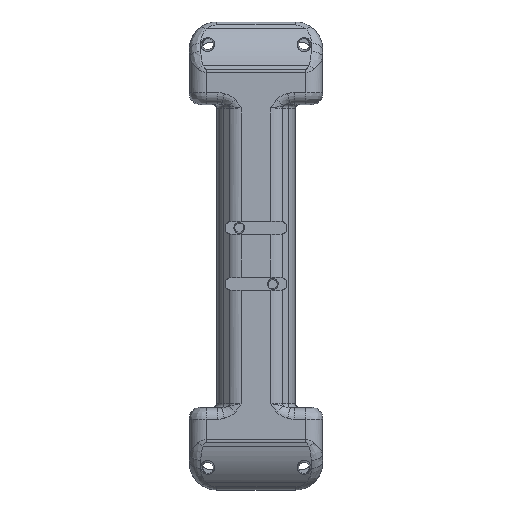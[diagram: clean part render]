
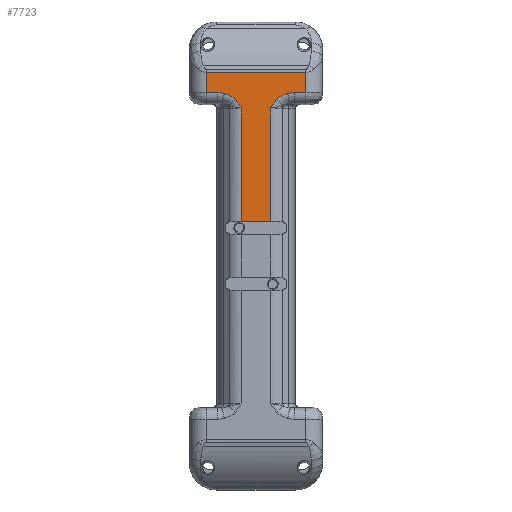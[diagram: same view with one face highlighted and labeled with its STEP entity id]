
A CAD part, top view. The second image highlights one B-rep face of the part: STEP entity #7723.
In plain terms, the highlighted planar face has unit normal (0, 0, 1).
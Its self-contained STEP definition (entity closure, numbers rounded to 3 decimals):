
#1145=AXIS2_PLACEMENT_3D('Plane Axis2P3D',#1142,#1143,#1144) ;
#957=CARTESIAN_POINT('Vertex',(1.329,3.092,6.3)) ;
#960=CARTESIAN_POINT('Line Origine',(0.,3.092,6.3)) ;
#964=CARTESIAN_POINT('Vertex',(-1.329,3.092,6.3)) ;
#1142=CARTESIAN_POINT('Axis2P3D Location',(-1.329,3.,6.3)) ;
#3963=CARTESIAN_POINT('Line Origine',(1.329,0.,6.3)) ;
#3967=CARTESIAN_POINT('Vertex',(1.329,13.194,6.3)) ;
#4270=CARTESIAN_POINT('Line Origine',(-1.329,0.,6.3)) ;
#4274=CARTESIAN_POINT('Vertex',(-1.329,13.194,6.3)) ;
#5817=CARTESIAN_POINT('Vertex',(4.423,16.387,6.3)) ;
#5856=CARTESIAN_POINT('Vertex',(-4.423,16.387,6.3)) ;
#5859=CARTESIAN_POINT('Line Origine',(0.,16.387,6.3)) ;
#7121=CARTESIAN_POINT('Line Origine',(-4.423,11.938,6.3)) ;
#7125=CARTESIAN_POINT('Vertex',(-4.423,14.558,6.3)) ;
#7230=CARTESIAN_POINT('Vertex',(-3.424,14.558,6.3)) ;
#7233=CARTESIAN_POINT('Line Origine',(-0.237,14.558,6.3)) ;
#7288=CARTESIAN_POINT('Vertex',(-2.816,14.477,6.3)) ;
#7292=CARTESIAN_POINT('Control Point',(-3.424,14.558,6.3)) ;
#7293=CARTESIAN_POINT('Control Point',(-3.312,14.558,6.3)) ;
#7294=CARTESIAN_POINT('Control Point',(-3.203,14.55,6.3)) ;
#7295=CARTESIAN_POINT('Control Point',(-3.099,14.537,6.3)) ;
#7296=CARTESIAN_POINT('Control Point',(-2.981,14.515,6.3)) ;
#7297=CARTESIAN_POINT('Control Point',(-2.869,14.49,6.3)) ;
#7298=CARTESIAN_POINT('Control Point',(-2.851,14.485,6.3)) ;
#7299=CARTESIAN_POINT('Control Point',(-2.833,14.481,6.3)) ;
#7300=CARTESIAN_POINT('Control Point',(-2.816,14.477,6.3)) ;
#7352=CARTESIAN_POINT('Vertex',(-1.848,13.935,6.3)) ;
#7356=CARTESIAN_POINT('Control Point',(-2.816,14.477,6.3)) ;
#7357=CARTESIAN_POINT('Control Point',(-2.677,14.441,6.3)) ;
#7358=CARTESIAN_POINT('Control Point',(-2.539,14.396,6.3)) ;
#7359=CARTESIAN_POINT('Control Point',(-2.404,14.339,6.3)) ;
#7360=CARTESIAN_POINT('Control Point',(-2.205,14.235,6.3)) ;
#7361=CARTESIAN_POINT('Control Point',(-2.021,14.099,6.3)) ;
#7362=CARTESIAN_POINT('Control Point',(-1.961,14.049,6.3)) ;
#7363=CARTESIAN_POINT('Control Point',(-1.903,13.994,6.3)) ;
#7364=CARTESIAN_POINT('Control Point',(-1.848,13.935,6.3)) ;
#7399=CARTESIAN_POINT('Control Point',(-1.848,13.934,6.3)) ;
#7400=CARTESIAN_POINT('Control Point',(-1.805,13.887,6.3)) ;
#7401=CARTESIAN_POINT('Control Point',(-1.765,13.84,6.3)) ;
#7402=CARTESIAN_POINT('Control Point',(-1.728,13.794,6.3)) ;
#7403=CARTESIAN_POINT('Control Point',(-1.628,13.666,6.3)) ;
#7404=CARTESIAN_POINT('Control Point',(-1.546,13.546,6.3)) ;
#7405=CARTESIAN_POINT('Control Point',(-1.498,13.471,6.3)) ;
#7406=CARTESIAN_POINT('Control Point',(-1.441,13.379,6.3)) ;
#7407=CARTESIAN_POINT('Control Point',(-1.386,13.29,6.3)) ;
#7408=CARTESIAN_POINT('Control Point',(-1.376,13.272,6.3)) ;
#7409=CARTESIAN_POINT('Control Point',(-1.361,13.248,6.3)) ;
#7410=CARTESIAN_POINT('Control Point',(-1.347,13.224,6.3)) ;
#7411=CARTESIAN_POINT('Control Point',(-1.343,13.218,6.3)) ;
#7412=CARTESIAN_POINT('Control Point',(-1.338,13.209,6.3)) ;
#7413=CARTESIAN_POINT('Control Point',(-1.333,13.201,6.3)) ;
#7414=CARTESIAN_POINT('Control Point',(-1.331,13.199,6.3)) ;
#7415=CARTESIAN_POINT('Control Point',(-1.33,13.196,6.3)) ;
#7416=CARTESIAN_POINT('Control Point',(-1.329,13.194,6.3)) ;
#7634=CARTESIAN_POINT('Line Origine',(4.423,11.938,6.3)) ;
#7638=CARTESIAN_POINT('Vertex',(4.423,14.558,6.3)) ;
#7658=CARTESIAN_POINT('Control Point',(1.329,13.194,6.3)) ;
#7659=CARTESIAN_POINT('Control Point',(1.33,13.196,6.3)) ;
#7660=CARTESIAN_POINT('Control Point',(1.331,13.199,6.3)) ;
#7661=CARTESIAN_POINT('Control Point',(1.333,13.201,6.3)) ;
#7662=CARTESIAN_POINT('Control Point',(1.358,13.243,6.3)) ;
#7663=CARTESIAN_POINT('Control Point',(1.383,13.285,6.3)) ;
#7664=CARTESIAN_POINT('Control Point',(1.407,13.325,6.3)) ;
#7665=CARTESIAN_POINT('Control Point',(1.47,13.427,6.3)) ;
#7666=CARTESIAN_POINT('Control Point',(1.539,13.533,6.3)) ;
#7667=CARTESIAN_POINT('Control Point',(1.583,13.599,6.3)) ;
#7668=CARTESIAN_POINT('Control Point',(1.656,13.703,6.3)) ;
#7669=CARTESIAN_POINT('Control Point',(1.744,13.814,6.3)) ;
#7670=CARTESIAN_POINT('Control Point',(1.776,13.853,6.3)) ;
#7671=CARTESIAN_POINT('Control Point',(1.811,13.894,6.3)) ;
#7672=CARTESIAN_POINT('Control Point',(1.848,13.935,6.3)) ;
#7673=CARTESIAN_POINT('Vertex',(1.848,13.935,6.3)) ;
#7677=CARTESIAN_POINT('Control Point',(1.848,13.935,6.3)) ;
#7678=CARTESIAN_POINT('Control Point',(1.899,13.99,6.3)) ;
#7679=CARTESIAN_POINT('Control Point',(1.953,14.041,6.3)) ;
#7680=CARTESIAN_POINT('Control Point',(2.009,14.089,6.3)) ;
#7681=CARTESIAN_POINT('Control Point',(2.192,14.228,6.3)) ;
#7682=CARTESIAN_POINT('Control Point',(2.391,14.333,6.3)) ;
#7683=CARTESIAN_POINT('Control Point',(2.53,14.392,6.3)) ;
#7684=CARTESIAN_POINT('Control Point',(2.672,14.44,6.3)) ;
#7685=CARTESIAN_POINT('Control Point',(2.816,14.477,6.3)) ;
#7686=CARTESIAN_POINT('Vertex',(2.816,14.477,6.3)) ;
#7690=CARTESIAN_POINT('Control Point',(3.424,14.558,6.3)) ;
#7691=CARTESIAN_POINT('Control Point',(3.312,14.558,6.3)) ;
#7692=CARTESIAN_POINT('Control Point',(3.203,14.55,6.3)) ;
#7693=CARTESIAN_POINT('Control Point',(3.099,14.537,6.3)) ;
#7694=CARTESIAN_POINT('Control Point',(2.981,14.515,6.3)) ;
#7695=CARTESIAN_POINT('Control Point',(2.869,14.49,6.3)) ;
#7696=CARTESIAN_POINT('Control Point',(2.851,14.485,6.3)) ;
#7697=CARTESIAN_POINT('Control Point',(2.833,14.481,6.3)) ;
#7698=CARTESIAN_POINT('Control Point',(2.816,14.477,6.3)) ;
#7699=CARTESIAN_POINT('Vertex',(3.424,14.558,6.3)) ;
#7702=CARTESIAN_POINT('Line Origine',(3.924,14.558,6.3)) ;
#961=DIRECTION('Vector Direction',(1.,0.,0.)) ;
#1143=DIRECTION('Axis2P3D Direction',(0.,0.,1.)) ;
#1144=DIRECTION('Axis2P3D XDirection',(1.,0.,0.)) ;
#3964=DIRECTION('Vector Direction',(0.,1.,0.)) ;
#4271=DIRECTION('Vector Direction',(0.,1.,0.)) ;
#5860=DIRECTION('Vector Direction',(1.,0.,0.)) ;
#7122=DIRECTION('Vector Direction',(0.,1.,0.)) ;
#7234=DIRECTION('Vector Direction',(1.,0.,0.)) ;
#7635=DIRECTION('Vector Direction',(0.,-1.,0.)) ;
#7703=DIRECTION('Vector Direction',(1.,0.,0.)) ;
#962=VECTOR('Line Direction',#961,1.) ;
#3965=VECTOR('Line Direction',#3964,1.) ;
#4272=VECTOR('Line Direction',#4271,1.) ;
#5861=VECTOR('Line Direction',#5860,1.) ;
#7123=VECTOR('Line Direction',#7122,1.) ;
#7235=VECTOR('Line Direction',#7234,1.) ;
#7636=VECTOR('Line Direction',#7635,1.) ;
#7704=VECTOR('Line Direction',#7703,1.) ;
#7708=ORIENTED_EDGE('',*,*,#7640,.F.) ;
#7709=ORIENTED_EDGE('',*,*,#5863,.T.) ;
#7710=ORIENTED_EDGE('',*,*,#7127,.F.) ;
#7711=ORIENTED_EDGE('',*,*,#7237,.T.) ;
#7712=ORIENTED_EDGE('',*,*,#7301,.T.) ;
#7713=ORIENTED_EDGE('',*,*,#7365,.T.) ;
#7714=ORIENTED_EDGE('',*,*,#7417,.T.) ;
#7715=ORIENTED_EDGE('',*,*,#4276,.T.) ;
#7716=ORIENTED_EDGE('',*,*,#966,.T.) ;
#7717=ORIENTED_EDGE('',*,*,#3969,.T.) ;
#7718=ORIENTED_EDGE('',*,*,#7675,.T.) ;
#7719=ORIENTED_EDGE('',*,*,#7688,.T.) ;
#7720=ORIENTED_EDGE('',*,*,#7701,.T.) ;
#7721=ORIENTED_EDGE('',*,*,#7706,.T.) ;
#7723=ADVANCED_FACE('PartBody',(#7722),#1146,.T.) ;
#7291=B_SPLINE_CURVE_WITH_KNOTS('',5,(#7292,#7293,#7294,#7295,#7296,#7297,#7298,#7299,#7300),.UNSPECIFIED.,.F.,.U.,(6,3,6),(0.,0.705,0.839),.UNSPECIFIED.) ;
#7355=B_SPLINE_CURVE_WITH_KNOTS('',5,(#7356,#7357,#7358,#7359,#7360,#7361,#7362,#7363,#7364),.UNSPECIFIED.,.F.,.U.,(6,3,6),(5.303,6.186,6.64),.UNSPECIFIED.) ;
#7398=B_SPLINE_CURVE_WITH_KNOTS('',5,(#7399,#7400,#7401,#7402,#7403,#7404,#7405,#7406,#7407,#7408,#7409,#7410,#7411,#7412,#7413,#7414,#7415,#7416),.UNSPECIFIED.,.F.,.U.,(6,3,3,3,3,6),(1.665,2.259,3.373,3.645,3.746,3.78),.UNSPECIFIED.) ;
#7657=B_SPLINE_CURVE_WITH_KNOTS('',5,(#7658,#7659,#7660,#7661,#7662,#7663,#7664,#7665,#7666,#7667,#7668,#7669,#7670,#7671,#7672),.UNSPECIFIED.,.F.,.U.,(6,3,3,3,6),(0.,0.034,0.657,1.606,2.115),.UNSPECIFIED.) ;
#7676=B_SPLINE_CURVE_WITH_KNOTS('',5,(#7677,#7678,#7679,#7680,#7681,#7682,#7683,#7684,#7685),.UNSPECIFIED.,.F.,.U.,(6,3,6),(5.859,6.284,7.197),.UNSPECIFIED.) ;
#7689=B_SPLINE_CURVE_WITH_KNOTS('',5,(#7690,#7691,#7692,#7693,#7694,#7695,#7696,#7697,#7698),.UNSPECIFIED.,.F.,.U.,(6,3,6),(0.,0.705,0.839),.UNSPECIFIED.) ;
#966=EDGE_CURVE('',#965,#958,#963,.T.) ;
#3969=EDGE_CURVE('',#958,#3968,#3966,.T.) ;
#4276=EDGE_CURVE('',#4275,#965,#4273,.F.) ;
#5863=EDGE_CURVE('',#5818,#5857,#5862,.F.) ;
#7127=EDGE_CURVE('',#7126,#5857,#7124,.T.) ;
#7237=EDGE_CURVE('',#7126,#7231,#7236,.T.) ;
#7301=EDGE_CURVE('',#7231,#7289,#7291,.T.) ;
#7365=EDGE_CURVE('',#7289,#7353,#7355,.T.) ;
#7417=EDGE_CURVE('',#7353,#4275,#7398,.T.) ;
#7640=EDGE_CURVE('',#5818,#7639,#7637,.T.) ;
#7675=EDGE_CURVE('',#3968,#7674,#7657,.T.) ;
#7688=EDGE_CURVE('',#7674,#7687,#7676,.T.) ;
#7701=EDGE_CURVE('',#7687,#7700,#7689,.F.) ;
#7706=EDGE_CURVE('',#7700,#7639,#7705,.T.) ;
#7707=EDGE_LOOP('',(#7708,#7709,#7710,#7711,#7712,#7713,#7714,#7715,#7716,#7717,#7718,#7719,#7720,#7721)) ;
#7722=FACE_OUTER_BOUND('',#7707,.T.) ;
#963=LINE('Line',#960,#962) ;
#3966=LINE('Line',#3963,#3965) ;
#4273=LINE('Line',#4270,#4272) ;
#5862=LINE('Line',#5859,#5861) ;
#7124=LINE('Line',#7121,#7123) ;
#7236=LINE('Line',#7233,#7235) ;
#7637=LINE('Line',#7634,#7636) ;
#7705=LINE('Line',#7702,#7704) ;
#1146=PLANE('',#1145) ;
#958=VERTEX_POINT('',#957) ;
#965=VERTEX_POINT('',#964) ;
#3968=VERTEX_POINT('',#3967) ;
#4275=VERTEX_POINT('',#4274) ;
#5818=VERTEX_POINT('',#5817) ;
#5857=VERTEX_POINT('',#5856) ;
#7126=VERTEX_POINT('',#7125) ;
#7231=VERTEX_POINT('',#7230) ;
#7289=VERTEX_POINT('',#7288) ;
#7353=VERTEX_POINT('',#7352) ;
#7639=VERTEX_POINT('',#7638) ;
#7674=VERTEX_POINT('',#7673) ;
#7687=VERTEX_POINT('',#7686) ;
#7700=VERTEX_POINT('',#7699) ;
